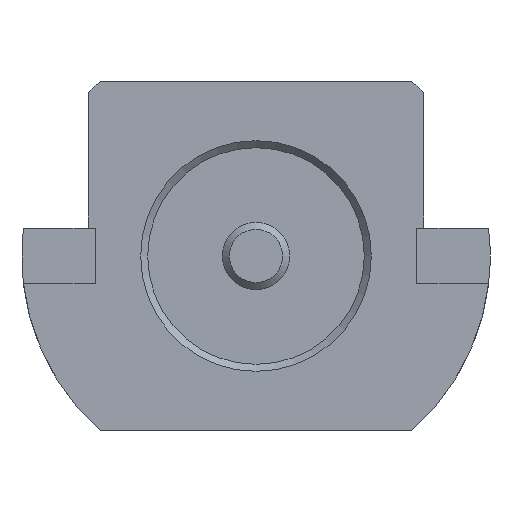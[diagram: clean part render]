
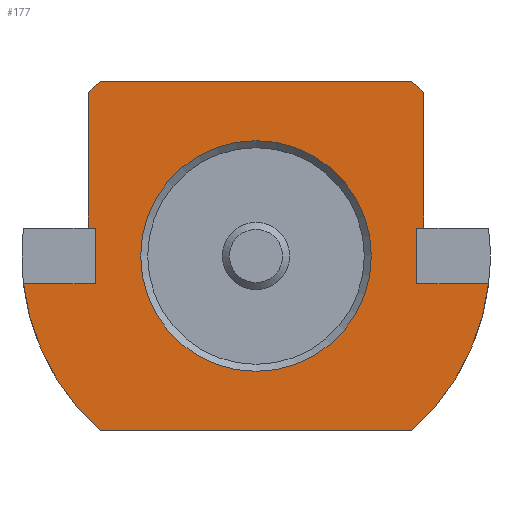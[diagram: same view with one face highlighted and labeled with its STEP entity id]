
A CAD part, front view. The second image highlights one B-rep face of the part: STEP entity #177.
In plain terms, the highlighted planar face has unit normal (0, -1, 0).
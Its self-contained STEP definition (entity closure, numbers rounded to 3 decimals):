
#177 = ADVANCED_FACE( '', ( #355, #356 ), #357, .F. );
#355 = FACE_BOUND( '', #560, .T. );
#356 = FACE_OUTER_BOUND( '', #561, .T. );
#357 = PLANE( '', #562 );
#560 = EDGE_LOOP( '', ( #832 ) );
#561 = EDGE_LOOP( '', ( #833, #834, #835, #836, #837, #838, #839, #840, #841, #842, #843, #844, #845, #846 ) );
#562 = AXIS2_PLACEMENT_3D( '', #847, #848, #849 );
#832 = ORIENTED_EDGE( '', *, *, #1213, .T. );
#833 = ORIENTED_EDGE( '', *, *, #1214, .T. );
#834 = ORIENTED_EDGE( '', *, *, #1139, .T. );
#835 = ORIENTED_EDGE( '', *, *, #1215, .T. );
#836 = ORIENTED_EDGE( '', *, *, #1193, .T. );
#837 = ORIENTED_EDGE( '', *, *, #1216, .F. );
#838 = ORIENTED_EDGE( '', *, *, #1177, .T. );
#839 = ORIENTED_EDGE( '', *, *, #1217, .T. );
#840 = ORIENTED_EDGE( '', *, *, #1144, .T. );
#841 = ORIENTED_EDGE( '', *, *, #1188, .T. );
#842 = ORIENTED_EDGE( '', *, *, #1218, .F. );
#843 = ORIENTED_EDGE( '', *, *, #1219, .T. );
#844 = ORIENTED_EDGE( '', *, *, #1220, .F. );
#845 = ORIENTED_EDGE( '', *, *, #1221, .T. );
#846 = ORIENTED_EDGE( '', *, *, #1222, .F. );
#847 = CARTESIAN_POINT( '', ( 0., 0., 0. ) );
#848 = DIRECTION( '', ( 0., 1., 0. ) );
#849 = DIRECTION( '', ( 0., 0., 1. ) );
#1139 = EDGE_CURVE( '', #1307, #1308, #1309, .T. );
#1144 = EDGE_CURVE( '', #1316, #1317, #1318, .T. );
#1177 = EDGE_CURVE( '', #1374, #1372, #1375, .F. );
#1188 = EDGE_CURVE( '', #1317, #1392, #1394, .T. );
#1193 = EDGE_CURVE( '', #1400, #1401, #1402, .F. );
#1213 = EDGE_CURVE( '', #1428, #1428, #1429, .T. );
#1214 = EDGE_CURVE( '', #1430, #1307, #1431, .T. );
#1215 = EDGE_CURVE( '', #1308, #1400, #1432, .T. );
#1216 = EDGE_CURVE( '', #1374, #1401, #1433, .T. );
#1217 = EDGE_CURVE( '', #1372, #1316, #1434, .T. );
#1218 = EDGE_CURVE( '', #1435, #1392, #1436, .T. );
#1219 = EDGE_CURVE( '', #1435, #1437, #1438, .F. );
#1220 = EDGE_CURVE( '', #1439, #1437, #1440, .T. );
#1221 = EDGE_CURVE( '', #1439, #1441, #1442, .F. );
#1222 = EDGE_CURVE( '', #1430, #1441, #1443, .T. );
#1307 = VERTEX_POINT( '', #1549 );
#1308 = VERTEX_POINT( '', #1550 );
#1309 = LINE( '', #1551, #1552 );
#1316 = VERTEX_POINT( '', #1562 );
#1317 = VERTEX_POINT( '', #1563 );
#1318 = LINE( '', #1564, #1565 );
#1372 = VERTEX_POINT( '', #1626 );
#1374 = VERTEX_POINT( '', #1629 );
#1375 = CIRCLE( '', #1630, 3.35 );
#1392 = VERTEX_POINT( '', #1655 );
#1394 = LINE( '', #1658, #1659 );
#1400 = VERTEX_POINT( '', #1673 );
#1401 = VERTEX_POINT( '', #1674 );
#1402 = CIRCLE( '', #1675, 3.35 );
#1428 = VERTEX_POINT( '', #1705 );
#1429 = CIRCLE( '', #1706, 1.65 );
#1430 = VERTEX_POINT( '', #1707 );
#1431 = LINE( '', #1708, #1709 );
#1432 = LINE( '', #1710, #1711 );
#1433 = LINE( '', #1712, #1713 );
#1434 = LINE( '', #1714, #1715 );
#1435 = VERTEX_POINT( '', #1716 );
#1436 = LINE( '', #1717, #1718 );
#1437 = VERTEX_POINT( '', #1719 );
#1438 = CIRCLE( '', #1720, 3.35 );
#1439 = VERTEX_POINT( '', #1721 );
#1440 = LINE( '', #1722, #1723 );
#1441 = VERTEX_POINT( '', #1724 );
#1442 = CIRCLE( '', #1725, 3.35 );
#1443 = LINE( '', #1726, #1727 );
#1549 = CARTESIAN_POINT( '', ( -2.3, 0., 0.4 ) );
#1550 = CARTESIAN_POINT( '', ( -2.3, 0., -0.4 ) );
#1551 = CARTESIAN_POINT( '', ( -2.3, 0., 0.4 ) );
#1552 = VECTOR( '', #1867, 1000. );
#1562 = CARTESIAN_POINT( '', ( 2.3, 0., -0.4 ) );
#1563 = CARTESIAN_POINT( '', ( 2.3, 0., 0.4 ) );
#1564 = CARTESIAN_POINT( '', ( 2.3, 0., -0.4 ) );
#1565 = VECTOR( '', #1871, 1000. );
#1626 = CARTESIAN_POINT( '', ( 3.326, 0., -0.4 ) );
#1629 = CARTESIAN_POINT( '', ( 2.23, 0., -2.5 ) );
#1630 = AXIS2_PLACEMENT_3D( '', #1928, #1929, #1930 );
#1655 = CARTESIAN_POINT( '', ( 2.4, 0., 0.4 ) );
#1658 = CARTESIAN_POINT( '', ( 2.3, 0., 0.4 ) );
#1659 = VECTOR( '', #1943, 1000. );
#1673 = CARTESIAN_POINT( '', ( -3.326, 0., -0.4 ) );
#1674 = CARTESIAN_POINT( '', ( -2.23, 0., -2.5 ) );
#1675 = AXIS2_PLACEMENT_3D( '', #1946, #1947, #1948 );
#1705 = CARTESIAN_POINT( '', ( 0., 0., 1.65 ) );
#1706 = AXIS2_PLACEMENT_3D( '', #1980, #1981, #1982 );
#1707 = CARTESIAN_POINT( '', ( -2.4, 0., 0.4 ) );
#1708 = CARTESIAN_POINT( '', ( -3.35, 0., 0.4 ) );
#1709 = VECTOR( '', #1983, 1000. );
#1710 = CARTESIAN_POINT( '', ( -2.3, 0., -0.4 ) );
#1711 = VECTOR( '', #1984, 1000. );
#1712 = CARTESIAN_POINT( '', ( 2.23, 0., -2.5 ) );
#1713 = VECTOR( '', #1985, 1000. );
#1714 = CARTESIAN_POINT( '', ( 3.35, 0., -0.4 ) );
#1715 = VECTOR( '', #1986, 1000. );
#1716 = CARTESIAN_POINT( '', ( 2.4, 0., 2.337 ) );
#1717 = CARTESIAN_POINT( '', ( 2.4, 0., 2.337 ) );
#1718 = VECTOR( '', #1987, 1000. );
#1719 = CARTESIAN_POINT( '', ( 2.23, 0., 2.5 ) );
#1720 = AXIS2_PLACEMENT_3D( '', #1988, #1989, #1990 );
#1721 = CARTESIAN_POINT( '', ( -2.23, 0., 2.5 ) );
#1722 = CARTESIAN_POINT( '', ( -2.23, 0., 2.5 ) );
#1723 = VECTOR( '', #1991, 1000. );
#1724 = CARTESIAN_POINT( '', ( -2.4, 0., 2.337 ) );
#1725 = AXIS2_PLACEMENT_3D( '', #1992, #1993, #1994 );
#1726 = CARTESIAN_POINT( '', ( -2.4, 0., 0.4 ) );
#1727 = VECTOR( '', #1995, 1000. );
#1867 = DIRECTION( '', ( 0., 0., -1. ) );
#1871 = DIRECTION( '', ( 0., 0., 1. ) );
#1928 = CARTESIAN_POINT( '', ( 0., 0., 0. ) );
#1929 = DIRECTION( '', ( 0., 1., 0. ) );
#1930 = DIRECTION( '', ( 0., 0., 1. ) );
#1943 = DIRECTION( '', ( 1., 0., 0. ) );
#1946 = CARTESIAN_POINT( '', ( 0., 0., 0. ) );
#1947 = DIRECTION( '', ( 0., 1., 0. ) );
#1948 = DIRECTION( '', ( 0., 0., 1. ) );
#1980 = CARTESIAN_POINT( '', ( 0., 0., 0. ) );
#1981 = DIRECTION( '', ( 0., 1., 0. ) );
#1982 = DIRECTION( '', ( 0., 0., 1. ) );
#1983 = DIRECTION( '', ( 1., 0., 0. ) );
#1984 = DIRECTION( '', ( -1., 0., 0. ) );
#1985 = DIRECTION( '', ( -1., 0., 0. ) );
#1986 = DIRECTION( '', ( -1., 0., 0. ) );
#1987 = DIRECTION( '', ( 0., 0., -1. ) );
#1988 = CARTESIAN_POINT( '', ( 0., 0., 0. ) );
#1989 = DIRECTION( '', ( 0., 1., 0. ) );
#1990 = DIRECTION( '', ( 0., 0., 1. ) );
#1991 = DIRECTION( '', ( 1., 0., 0. ) );
#1992 = CARTESIAN_POINT( '', ( 0., 0., 0. ) );
#1993 = DIRECTION( '', ( 0., 1., 0. ) );
#1994 = DIRECTION( '', ( 0., 0., 1. ) );
#1995 = DIRECTION( '', ( 0., 0., 1. ) );
